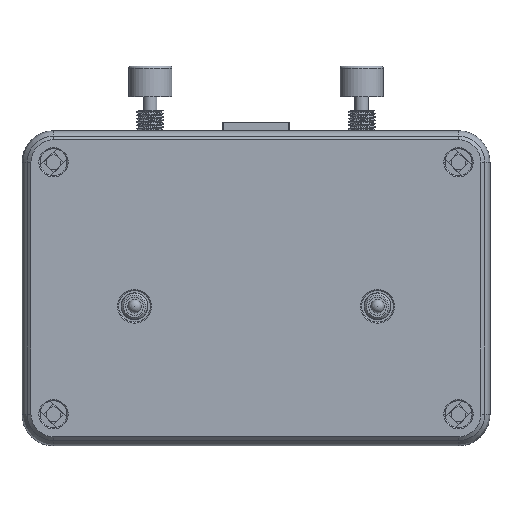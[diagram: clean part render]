
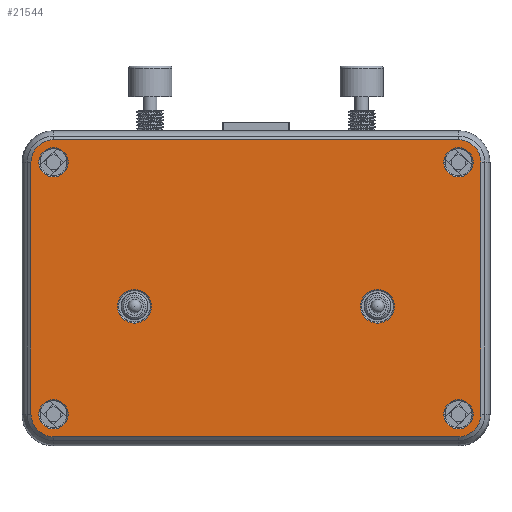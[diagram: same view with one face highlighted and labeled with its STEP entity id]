
A CAD part, top view. The second image highlights one B-rep face of the part: STEP entity #21544.
In plain terms, the highlighted planar face has unit normal (0, 0, 1).
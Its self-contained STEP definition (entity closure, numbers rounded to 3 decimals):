
#761=FACE_BOUND('',#4165,.T.);
#762=FACE_BOUND('',#4166,.T.);
#763=FACE_BOUND('',#4167,.T.);
#764=FACE_BOUND('',#4168,.T.);
#765=FACE_BOUND('',#4169,.T.);
#766=FACE_BOUND('',#4170,.T.);
#1285=CIRCLE('',#23461,3.25);
#1288=CIRCLE('',#23465,5.);
#1289=CIRCLE('',#23466,5.);
#1290=CIRCLE('',#23467,5.);
#1291=CIRCLE('',#23468,5.);
#1292=CIRCLE('',#23469,3.75);
#1293=CIRCLE('',#23470,3.75);
#1294=CIRCLE('',#23471,3.25);
#1295=CIRCLE('',#23472,3.25);
#1296=CIRCLE('',#23473,3.25);
#2810=FACE_OUTER_BOUND('',#4164,.T.);
#4164=EDGE_LOOP('',(#18921,#18922,#18923,#18924,#18925,#18926,#18927,#18928));
#4165=EDGE_LOOP('',(#18929));
#4166=EDGE_LOOP('',(#18930));
#4167=EDGE_LOOP('',(#18931));
#4168=EDGE_LOOP('',(#18932));
#4169=EDGE_LOOP('',(#18933));
#4170=EDGE_LOOP('',(#18934));
#6205=LINE('',#50841,#8326);
#6206=LINE('',#50845,#8327);
#6207=LINE('',#50849,#8328);
#6208=LINE('',#50853,#8329);
#8326=VECTOR('',#28867,10.);
#8327=VECTOR('',#28870,10.);
#8328=VECTOR('',#28873,10.);
#8329=VECTOR('',#28876,10.);
#10296=VERTEX_POINT('',#50831);
#10299=VERTEX_POINT('',#50839);
#10300=VERTEX_POINT('',#50840);
#10301=VERTEX_POINT('',#50842);
#10302=VERTEX_POINT('',#50844);
#10303=VERTEX_POINT('',#50846);
#10304=VERTEX_POINT('',#50848);
#10305=VERTEX_POINT('',#50850);
#10306=VERTEX_POINT('',#50852);
#10307=VERTEX_POINT('',#50855);
#10308=VERTEX_POINT('',#50857);
#10309=VERTEX_POINT('',#50859);
#10310=VERTEX_POINT('',#50861);
#10311=VERTEX_POINT('',#50863);
#13199=EDGE_CURVE('',#10296,#10296,#1285,.T.);
#13203=EDGE_CURVE('',#10299,#10300,#6205,.T.);
#13204=EDGE_CURVE('',#10301,#10299,#1288,.T.);
#13205=EDGE_CURVE('',#10302,#10301,#6206,.T.);
#13206=EDGE_CURVE('',#10303,#10302,#1289,.T.);
#13207=EDGE_CURVE('',#10304,#10303,#6207,.T.);
#13208=EDGE_CURVE('',#10305,#10304,#1290,.T.);
#13209=EDGE_CURVE('',#10306,#10305,#6208,.T.);
#13210=EDGE_CURVE('',#10300,#10306,#1291,.T.);
#13211=EDGE_CURVE('',#10307,#10307,#1292,.T.);
#13212=EDGE_CURVE('',#10308,#10308,#1293,.T.);
#13213=EDGE_CURVE('',#10309,#10309,#1294,.T.);
#13214=EDGE_CURVE('',#10310,#10310,#1295,.T.);
#13215=EDGE_CURVE('',#10311,#10311,#1296,.T.);
#18921=ORIENTED_EDGE('',*,*,#13203,.F.);
#18922=ORIENTED_EDGE('',*,*,#13204,.F.);
#18923=ORIENTED_EDGE('',*,*,#13205,.F.);
#18924=ORIENTED_EDGE('',*,*,#13206,.F.);
#18925=ORIENTED_EDGE('',*,*,#13207,.F.);
#18926=ORIENTED_EDGE('',*,*,#13208,.F.);
#18927=ORIENTED_EDGE('',*,*,#13209,.F.);
#18928=ORIENTED_EDGE('',*,*,#13210,.F.);
#18929=ORIENTED_EDGE('',*,*,#13211,.F.);
#18930=ORIENTED_EDGE('',*,*,#13212,.F.);
#18931=ORIENTED_EDGE('',*,*,#13213,.F.);
#18932=ORIENTED_EDGE('',*,*,#13214,.F.);
#18933=ORIENTED_EDGE('',*,*,#13215,.F.);
#18934=ORIENTED_EDGE('',*,*,#13199,.F.);
#20394=PLANE('',#23464);
#21544=ADVANCED_FACE('',(#2810,#761,#762,#763,#764,#765,#766),#20394,.T.);
#23461=AXIS2_PLACEMENT_3D('',#50832,#28858,#28859);
#23464=AXIS2_PLACEMENT_3D('',#50838,#28865,#28866);
#23465=AXIS2_PLACEMENT_3D('',#50843,#28868,#28869);
#23466=AXIS2_PLACEMENT_3D('',#50847,#28871,#28872);
#23467=AXIS2_PLACEMENT_3D('',#50851,#28874,#28875);
#23468=AXIS2_PLACEMENT_3D('',#50854,#28877,#28878);
#23469=AXIS2_PLACEMENT_3D('',#50856,#28879,#28880);
#23470=AXIS2_PLACEMENT_3D('',#50858,#28881,#28882);
#23471=AXIS2_PLACEMENT_3D('',#50860,#28883,#28884);
#23472=AXIS2_PLACEMENT_3D('',#50862,#28885,#28886);
#23473=AXIS2_PLACEMENT_3D('',#50864,#28887,#28888);
#28858=DIRECTION('center_axis',(0.,0.,1.));
#28859=DIRECTION('ref_axis',(1.,0.,0.));
#28865=DIRECTION('center_axis',(0.,0.,1.));
#28866=DIRECTION('ref_axis',(-1.,0.,0.));
#28867=DIRECTION('',(0.,-1.,0.));
#28868=DIRECTION('center_axis',(0.,0.,-1.));
#28869=DIRECTION('ref_axis',(1.,0.,0.));
#28870=DIRECTION('',(1.,0.,0.));
#28871=DIRECTION('center_axis',(0.,0.,-1.));
#28872=DIRECTION('ref_axis',(0.,1.,0.));
#28873=DIRECTION('',(0.,1.,0.));
#28874=DIRECTION('center_axis',(0.,0.,-1.));
#28875=DIRECTION('ref_axis',(-1.,0.,0.));
#28876=DIRECTION('',(-1.,0.,0.));
#28877=DIRECTION('center_axis',(0.,0.,-1.));
#28878=DIRECTION('ref_axis',(0.,-1.,0.));
#28879=DIRECTION('center_axis',(0.,0.,1.));
#28880=DIRECTION('ref_axis',(-1.,0.,0.));
#28881=DIRECTION('center_axis',(0.,0.,1.));
#28882=DIRECTION('ref_axis',(-1.,0.,0.));
#28883=DIRECTION('center_axis',(0.,0.,1.));
#28884=DIRECTION('ref_axis',(1.,0.,0.));
#28885=DIRECTION('center_axis',(0.,0.,1.));
#28886=DIRECTION('ref_axis',(-1.,0.,0.));
#28887=DIRECTION('center_axis',(0.,0.,1.));
#28888=DIRECTION('ref_axis',(1.,0.,0.));
#50831=CARTESIAN_POINT('',(-48.25,-25.,24.));
#50832=CARTESIAN_POINT('Origin',(-45.,-25.,24.));
#50838=CARTESIAN_POINT('Origin',(0.,3.,24.));
#50839=CARTESIAN_POINT('',(50.,31.,24.));
#50840=CARTESIAN_POINT('',(50.,-25.,24.));
#50841=CARTESIAN_POINT('',(50.,-11.,24.));
#50842=CARTESIAN_POINT('',(45.,36.,24.));
#50843=CARTESIAN_POINT('Origin',(45.,31.,24.));
#50844=CARTESIAN_POINT('',(-45.,36.,24.));
#50845=CARTESIAN_POINT('',(22.5,36.,24.));
#50846=CARTESIAN_POINT('',(-50.,31.,24.));
#50847=CARTESIAN_POINT('Origin',(-45.,31.,24.));
#50848=CARTESIAN_POINT('',(-50.,-25.,24.));
#50849=CARTESIAN_POINT('',(-50.,17.,24.));
#50850=CARTESIAN_POINT('',(-45.,-30.,24.));
#50851=CARTESIAN_POINT('Origin',(-45.,-25.,24.));
#50852=CARTESIAN_POINT('',(45.,-30.,24.));
#50853=CARTESIAN_POINT('',(-22.5,-30.,24.));
#50854=CARTESIAN_POINT('Origin',(45.,-25.,24.));
#50855=CARTESIAN_POINT('',(-23.25,-1.,24.));
#50856=CARTESIAN_POINT('Origin',(-27.,-1.,24.));
#50857=CARTESIAN_POINT('',(30.75,-1.,24.));
#50858=CARTESIAN_POINT('Origin',(27.,-1.,24.));
#50859=CARTESIAN_POINT('',(-48.25,31.,24.));
#50860=CARTESIAN_POINT('Origin',(-45.,31.,24.));
#50861=CARTESIAN_POINT('',(48.25,31.,24.));
#50862=CARTESIAN_POINT('Origin',(45.,31.,24.));
#50863=CARTESIAN_POINT('',(41.75,-25.,24.));
#50864=CARTESIAN_POINT('Origin',(45.,-25.,24.));
